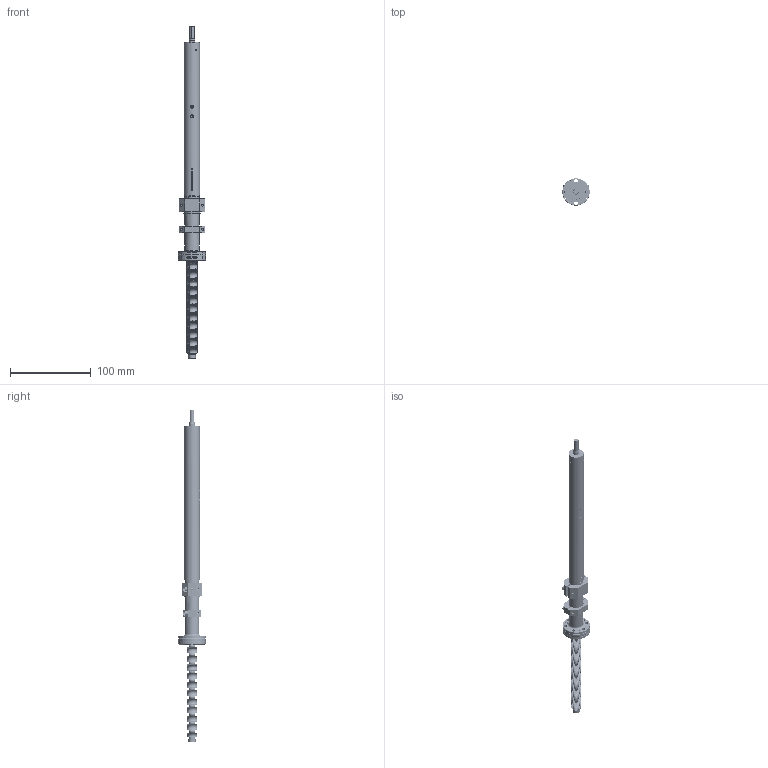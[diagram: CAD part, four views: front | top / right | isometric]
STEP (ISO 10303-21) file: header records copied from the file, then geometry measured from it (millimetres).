
FILE_DESCRIPTION (( 'STEP AP214' ), '1' );
FILE_NAME ('420MZF016-025-m.stp', '2017-03-16T09:03:23', ( '' ), ( '' ), 'SwSTEP 2.0', 'SolidWorks 2015', '' );
FILE_SCHEMA (( 'AUTOMOTIVE_DESIGN' ));
Length unit declared in the file: millimetre
Products named in the file (1): 420MZF016-025-m
Bounding box: 34 x 34 x 412.25 mm (x, y, z)
Volume: 94139.1 mm3; surface area: 65696.1 mm2
Topology: 11 solids, 17 shells, 2559 faces, 5571 edges, 3074 vertices
Faces by surface type: torus 1030, cone 768, plane 381, cylinder 243, bspline 137
Entity records: 167391 total; most frequent: CARTESIAN_POINT 82950, DIRECTION 13229, ORIENTED_EDGE 11094, AXIS2_PLACEMENT_3D 5838, EDGE_CURVE 5547, CIRCLE 3415, VERTEX_POINT 3074, EDGE_LOOP 2695
